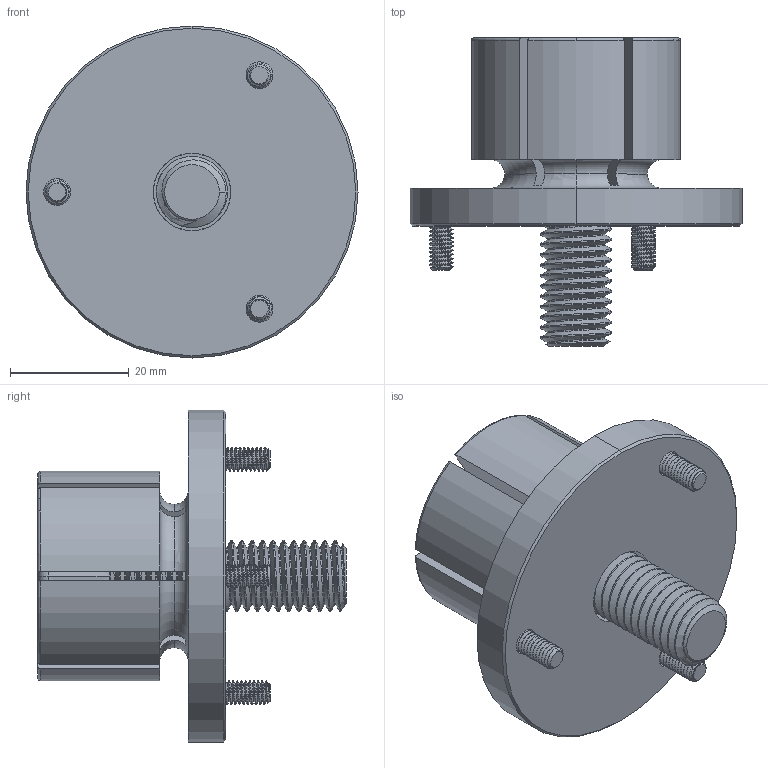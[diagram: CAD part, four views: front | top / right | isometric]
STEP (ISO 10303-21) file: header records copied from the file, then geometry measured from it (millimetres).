
FILE_DESCRIPTION (( 'STEP AP203' ), '1' );
FILE_NAME ('38250.STEP', '2016-06-23T16:13:04', ( 'tkrafton' ), ( 'Microsoft' ), 'SwSTEP 2.0', 'SolidWorks 2016', '' );
FILE_SCHEMA (( 'CONFIG_CONTROL_DESIGN' ));
Length unit declared in the file: inch
Products named in the file (4): 131250_131250 ; M412MM FHCS_M412MM FHCS; 38042_38042; 38250
Assembly tree (5 placements, depth 2):
  38250
    131250_131250 
    M412MM FHCS_M412MM FHCS  x3
    38042_38042
Bounding box: 55.98 x 52.04 x 55.98 mm (x, y, z)
Volume: 35829.4 mm3; surface area: 17549.9 mm2
Topology: 5 solids, 5 shells, 468 faces, 1279 edges, 829 vertices
Faces by surface type: cylinder 294, plane 78, cone 62, torus 26, bspline 8
Entity records: 14162 total; most frequent: CARTESIAN_POINT 6751, ORIENTED_EDGE 1694, DIRECTION 1262, EDGE_CURVE 847, VERTEX_POINT 551, AXIS2_PLACEMENT_3D 485, EDGE_LOOP 322, FACE_OUTER_BOUND 308
